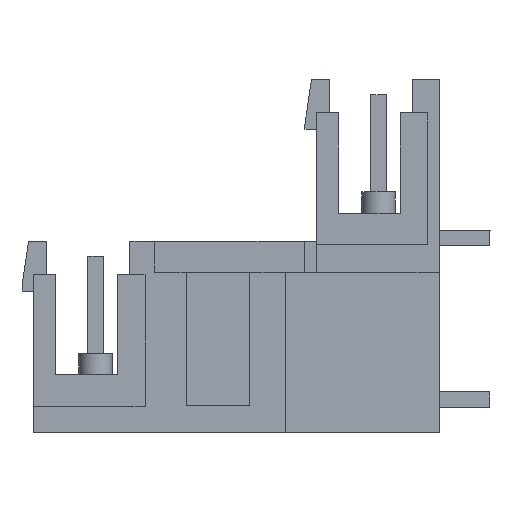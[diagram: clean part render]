
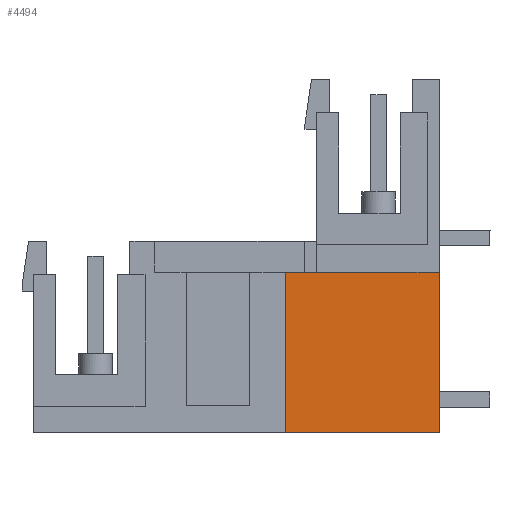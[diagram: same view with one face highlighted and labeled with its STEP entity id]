
A CAD part, left-side view. The second image highlights one B-rep face of the part: STEP entity #4494.
In plain terms, the highlighted planar face has unit normal (-1, 0, 0).
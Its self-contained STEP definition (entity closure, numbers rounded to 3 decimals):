
#4474=AXIS2_PLACEMENT_3D('Plane Axis2P3D',#4471,#4472,#4473) ;
#1948=CARTESIAN_POINT('Vertex',(2.52,3.2,10.06)) ;
#1951=CARTESIAN_POINT('Line Origine',(2.52,3.2,5.03)) ;
#1955=CARTESIAN_POINT('Vertex',(2.52,3.2,0.)) ;
#4449=CARTESIAN_POINT('Line Origine',(2.52,8.025,0.)) ;
#4453=CARTESIAN_POINT('Vertex',(2.52,12.85,0.)) ;
#4471=CARTESIAN_POINT('Axis2P3D Location',(2.52,3.2,10.06)) ;
#4476=CARTESIAN_POINT('Line Origine',(2.52,8.025,10.06)) ;
#4480=CARTESIAN_POINT('Vertex',(2.52,12.85,10.06)) ;
#4483=CARTESIAN_POINT('Line Origine',(2.52,12.85,5.03)) ;
#1952=DIRECTION('Vector Direction',(0.,0.,-1.)) ;
#4450=DIRECTION('Vector Direction',(0.,1.,0.)) ;
#4472=DIRECTION('Axis2P3D Direction',(-1.,0.,0.)) ;
#4473=DIRECTION('Axis2P3D XDirection',(0.,1.,0.)) ;
#4477=DIRECTION('Vector Direction',(0.,1.,0.)) ;
#4484=DIRECTION('Vector Direction',(0.,0.,-1.)) ;
#1953=VECTOR('Line Direction',#1952,1.) ;
#4451=VECTOR('Line Direction',#4450,1.) ;
#4478=VECTOR('Line Direction',#4477,1.) ;
#4485=VECTOR('Line Direction',#4484,1.) ;
#4489=ORIENTED_EDGE('',*,*,#1957,.F.) ;
#4490=ORIENTED_EDGE('',*,*,#4482,.T.) ;
#4491=ORIENTED_EDGE('',*,*,#4487,.T.) ;
#4492=ORIENTED_EDGE('',*,*,#4455,.F.) ;
#4494=ADVANCED_FACE('HOUSING',(#4493),#4475,.T.) ;
#1957=EDGE_CURVE('',#1949,#1956,#1954,.T.) ;
#4455=EDGE_CURVE('',#1956,#4454,#4452,.T.) ;
#4482=EDGE_CURVE('',#1949,#4481,#4479,.T.) ;
#4487=EDGE_CURVE('',#4481,#4454,#4486,.T.) ;
#4488=EDGE_LOOP('',(#4489,#4490,#4491,#4492)) ;
#4493=FACE_OUTER_BOUND('',#4488,.T.) ;
#1954=LINE('Line',#1951,#1953) ;
#4452=LINE('Line',#4449,#4451) ;
#4479=LINE('Line',#4476,#4478) ;
#4486=LINE('Line',#4483,#4485) ;
#4475=PLANE('',#4474) ;
#1949=VERTEX_POINT('',#1948) ;
#1956=VERTEX_POINT('',#1955) ;
#4454=VERTEX_POINT('',#4453) ;
#4481=VERTEX_POINT('',#4480) ;
